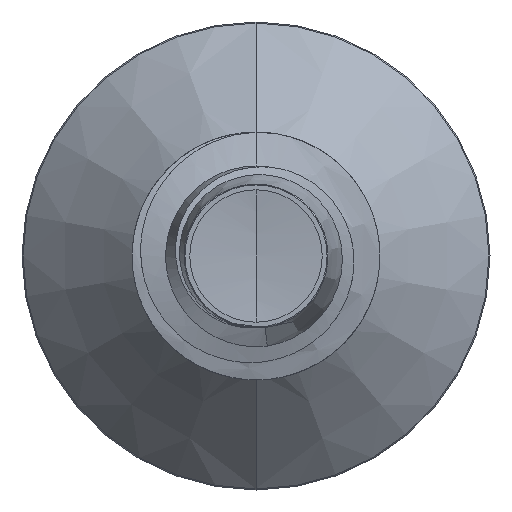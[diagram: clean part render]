
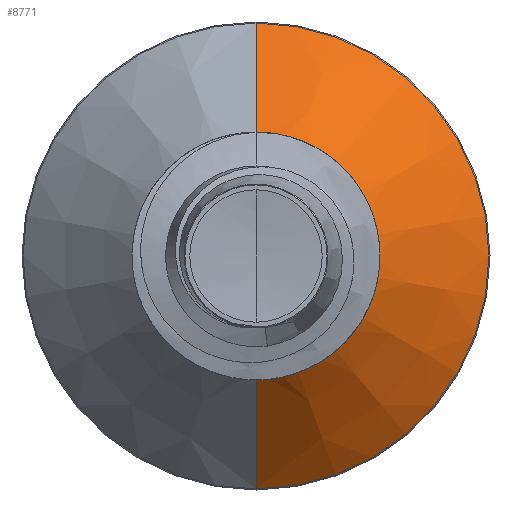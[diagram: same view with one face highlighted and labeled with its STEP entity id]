
A CAD part, front view. The second image highlights one B-rep face of the part: STEP entity #8771.
In plain terms, the highlighted conical face has half-angle 45 degrees and reference radius 0.841 mm.
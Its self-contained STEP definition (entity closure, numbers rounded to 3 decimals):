
#174 = CARTESIAN_POINT ( 'NONE',  ( 0., 6.642, 0. ) ) ;
#516 = EDGE_LOOP ( 'NONE', ( #2689, #2899, #10416, #10649 ) ) ;
#609 = VERTEX_POINT ( 'NONE', #2869 ) ;
#1376 = VECTOR ( 'NONE', #13113, 1000. ) ;
#1601 = EDGE_CURVE ( 'NONE', #7973, #6186, #6272, .T. ) ;
#1726 = DIRECTION ( 'NONE',  ( 0., 0., 1. ) ) ;
#2617 = VECTOR ( 'NONE', #7643, 1000. ) ;
#2689 = ORIENTED_EDGE ( 'NONE', *, *, #3757, .T. ) ;
#2869 = CARTESIAN_POINT ( 'NONE',  ( 0., 5.791, -0.841 ) ) ;
#2899 = ORIENTED_EDGE ( 'NONE', *, *, #13156, .T. ) ;
#3004 = EDGE_CURVE ( 'NONE', #6186, #11524, #12961, .T. ) ;
#3118 = CARTESIAN_POINT ( 'NONE',  ( 0., 5.791, 0. ) ) ;
#3757 = EDGE_CURVE ( 'NONE', #7973, #609, #5471, .T. ) ;
#3791 = FACE_OUTER_BOUND ( 'NONE', #516, .T. ) ;
#5428 = CARTESIAN_POINT ( 'NONE',  ( 0., 6.642, 1.692 ) ) ;
#5471 = CIRCLE ( 'NONE', #12353, 0.841 ) ;
#5634 = LINE ( 'NONE', #10255, #1376 ) ;
#6186 = VERTEX_POINT ( 'NONE', #5428 ) ;
#6272 = LINE ( 'NONE', #7690, #2617 ) ;
#6811 = CONICAL_SURFACE ( 'NONE', #12283, 0.841, 0.785 ) ;
#7362 = DIRECTION ( 'NONE',  ( 0., 1., 0. ) ) ;
#7643 = DIRECTION ( 'NONE',  ( 0., 0.707, 0.707 ) ) ;
#7690 = CARTESIAN_POINT ( 'NONE',  ( 0., 5.791, 0.841 ) ) ;
#7973 = VERTEX_POINT ( 'NONE', #9036 ) ;
#8289 = AXIS2_PLACEMENT_3D ( 'NONE', #174, #9472, #1726 ) ;
#8771 = ADVANCED_FACE ( 'NONE', ( #3791 ), #6811, .T. ) ;
#9036 = CARTESIAN_POINT ( 'NONE',  ( 0., 5.791, 0.841 ) ) ;
#9412 = DIRECTION ( 'NONE',  ( 0., 0., 1. ) ) ;
#9472 = DIRECTION ( 'NONE',  ( 0., 1., 0. ) ) ;
#10255 = CARTESIAN_POINT ( 'NONE',  ( 0., 5.791, -0.841 ) ) ;
#10416 = ORIENTED_EDGE ( 'NONE', *, *, #3004, .F. ) ;
#10649 = ORIENTED_EDGE ( 'NONE', *, *, #1601, .F. ) ;
#11524 = VERTEX_POINT ( 'NONE', #12785 ) ;
#12283 = AXIS2_PLACEMENT_3D ( 'NONE', #3118, #13192, #9412 ) ;
#12353 = AXIS2_PLACEMENT_3D ( 'NONE', #13385, #7362, #14235 ) ;
#12785 = CARTESIAN_POINT ( 'NONE',  ( 0., 6.642, -1.692 ) ) ;
#12961 = CIRCLE ( 'NONE', #8289, 1.692 ) ;
#13113 = DIRECTION ( 'NONE',  ( 0., 0.707, -0.707 ) ) ;
#13156 = EDGE_CURVE ( 'NONE', #609, #11524, #5634, .T. ) ;
#13192 = DIRECTION ( 'NONE',  ( 0., 1., 0. ) ) ;
#13385 = CARTESIAN_POINT ( 'NONE',  ( 0., 5.791, 0. ) ) ;
#14235 = DIRECTION ( 'NONE',  ( 0., 0., 1. ) ) ;
